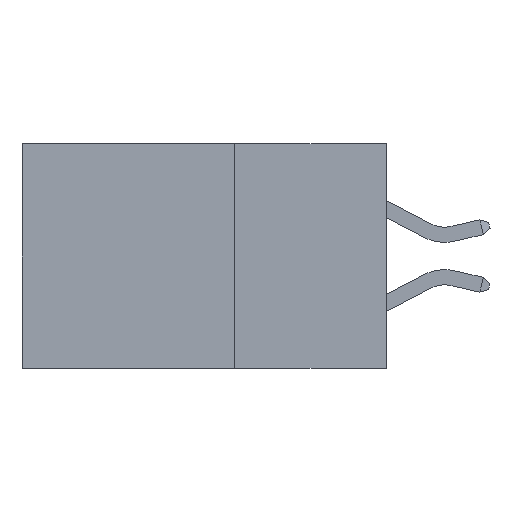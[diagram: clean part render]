
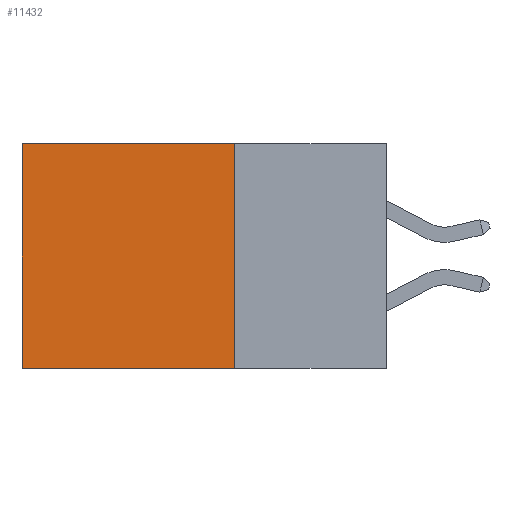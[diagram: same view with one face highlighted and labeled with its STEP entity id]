
A CAD part, left-side view. The second image highlights one B-rep face of the part: STEP entity #11432.
In plain terms, the highlighted planar face has unit normal (-1, 0, 0).
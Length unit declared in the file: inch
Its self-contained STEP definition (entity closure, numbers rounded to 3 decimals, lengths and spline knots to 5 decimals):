
#125 = VECTOR ( 'NONE', #4716, 39.37008 ) ;
#434 = DIRECTION ( 'NONE',  ( 1., 0., 0. ) ) ;
#473 = ORIENTED_EDGE ( 'NONE', *, *, #6728, .F. ) ;
#668 = CARTESIAN_POINT ( 'NONE',  ( 0.2615, 0.25, -0.37 ) ) ;
#724 = CARTESIAN_POINT ( 'NONE',  ( 0.2615, 0.25, -0.37 ) ) ;
#923 = EDGE_CURVE ( 'NONE', #1813, #6078, #10073, .T. ) ;
#1108 = CARTESIAN_POINT ( 'NONE',  ( 0.2615, 0.25, 0. ) ) ;
#1813 = VERTEX_POINT ( 'NONE', #3126 ) ;
#1916 = AXIS2_PLACEMENT_3D ( 'NONE', #9479, #434, #3551 ) ;
#2023 = EDGE_LOOP ( 'NONE', ( #11592, #473, #5621, #2949 ) ) ;
#2094 = DIRECTION ( 'NONE',  ( 0., 1., 0. ) ) ;
#2200 = VECTOR ( 'NONE', #11997, 39.37008 ) ;
#2422 = FACE_OUTER_BOUND ( 'NONE', #2023, .T. ) ;
#2844 = CARTESIAN_POINT ( 'NONE',  ( 0.2615, 0.6, -0.37 ) ) ;
#2949 = ORIENTED_EDGE ( 'NONE', *, *, #12745, .T. ) ;
#3126 = CARTESIAN_POINT ( 'NONE',  ( 0.2615, 0.6, 0. ) ) ;
#3463 = VERTEX_POINT ( 'NONE', #11932 ) ;
#3551 = DIRECTION ( 'NONE',  ( 0., 0., -1. ) ) ;
#3556 = DIRECTION ( 'NONE',  ( 0., 1., 0. ) ) ;
#3776 = VECTOR ( 'NONE', #3556, 39.37008 ) ;
#3913 = LINE ( 'NONE', #668, #125 ) ;
#4635 = EDGE_CURVE ( 'NONE', #3463, #6342, #3913, .T. ) ;
#4716 = DIRECTION ( 'NONE',  ( 0., 0., -1. ) ) ;
#5621 = ORIENTED_EDGE ( 'NONE', *, *, #4635, .F. ) ;
#5743 = VECTOR ( 'NONE', #2094, 39.37008 ) ;
#6078 = VERTEX_POINT ( 'NONE', #7212 ) ;
#6342 = VERTEX_POINT ( 'NONE', #724 ) ;
#6728 = EDGE_CURVE ( 'NONE', #6342, #6078, #11455, .T. ) ;
#7212 = CARTESIAN_POINT ( 'NONE',  ( 0.2615, 0.6, -0.37 ) ) ;
#7384 = LINE ( 'NONE', #1108, #5743 ) ;
#9479 = CARTESIAN_POINT ( 'NONE',  ( 0.2615, 0.25, -0.37 ) ) ;
#10073 = LINE ( 'NONE', #2844, #2200 ) ;
#11432 = ADVANCED_FACE ( 'NONE', ( #2422 ), #12571, .F. ) ;
#11455 = LINE ( 'NONE', #12448, #3776 ) ;
#11592 = ORIENTED_EDGE ( 'NONE', *, *, #923, .T. ) ;
#11932 = CARTESIAN_POINT ( 'NONE',  ( 0.2615, 0.25, 0. ) ) ;
#11997 = DIRECTION ( 'NONE',  ( 0., 0., -1. ) ) ;
#12448 = CARTESIAN_POINT ( 'NONE',  ( 0.2615, 0.25, -0.37 ) ) ;
#12571 = PLANE ( 'NONE',  #1916 ) ;
#12745 = EDGE_CURVE ( 'NONE', #3463, #1813, #7384, .T. ) ;
